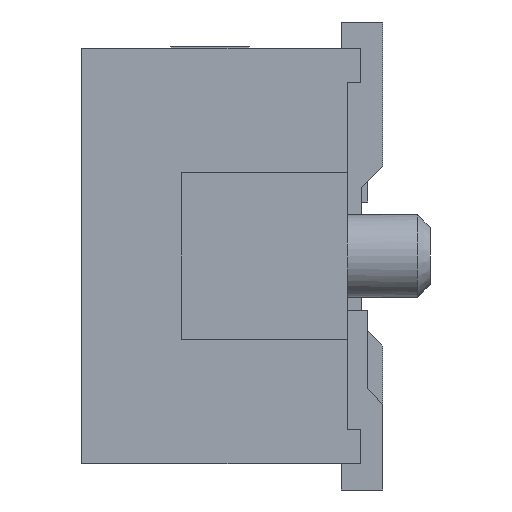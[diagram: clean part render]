
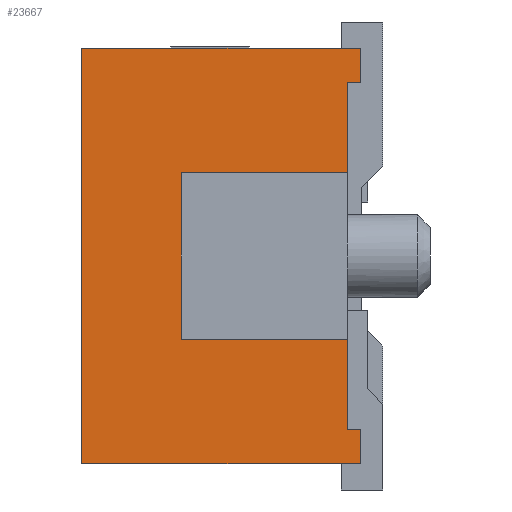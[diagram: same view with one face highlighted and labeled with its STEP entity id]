
A CAD part, left-side view. The second image highlights one B-rep face of the part: STEP entity #23667.
In plain terms, the highlighted planar face has unit normal (-1, 0, 0).
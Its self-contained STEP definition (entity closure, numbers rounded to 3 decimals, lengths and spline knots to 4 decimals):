
#631=DIRECTION('',(0.,0.,1.));
#632=VECTOR('',#631,1.385);
#633=CARTESIAN_POINT('',(-9.775,0.,-2.655));
#634=LINE('',#633,#632);
#635=DIRECTION('',(0.,1.,0.));
#636=VECTOR('',#635,0.2);
#637=CARTESIAN_POINT('',(-9.775,-0.2,-2.655));
#638=LINE('',#637,#636);
#639=DIRECTION('',(0.,0.,1.));
#640=VECTOR('',#639,0.52);
#641=CARTESIAN_POINT('',(-9.775,-0.2,-3.175));
#642=LINE('',#641,#640);
#643=DIRECTION('',(0.,-1.,0.));
#644=VECTOR('',#643,4.26);
#645=CARTESIAN_POINT('',(-9.775,4.06,-3.175));
#646=LINE('',#645,#644);
#647=DIRECTION('',(0.,0.,-1.));
#648=VECTOR('',#647,6.35);
#649=CARTESIAN_POINT('',(-9.775,4.06,3.175));
#650=LINE('',#649,#648);
#651=DIRECTION('',(0.,1.,0.));
#652=VECTOR('',#651,4.26);
#653=CARTESIAN_POINT('',(-9.775,-0.2,3.175));
#654=LINE('',#653,#652);
#655=DIRECTION('',(0.,0.,1.));
#656=VECTOR('',#655,0.52);
#657=CARTESIAN_POINT('',(-9.775,-0.2,2.655));
#658=LINE('',#657,#656);
#659=DIRECTION('',(0.,-1.,0.));
#660=VECTOR('',#659,0.2);
#661=CARTESIAN_POINT('',(-9.775,0.,2.655));
#662=LINE('',#661,#660);
#663=DIRECTION('',(0.,0.,1.));
#664=VECTOR('',#663,1.385);
#665=CARTESIAN_POINT('',(-9.775,0.,1.27));
#666=LINE('',#665,#664);
#16548=DIRECTION('',(0.,1.,0.));
#16549=VECTOR('',#16548,2.54);
#16550=CARTESIAN_POINT('',(-9.775,0.,1.27));
#16551=LINE('',#16550,#16549);
#16635=DIRECTION('',(0.,-1.,0.));
#16636=VECTOR('',#16635,2.54);
#16637=CARTESIAN_POINT('',(-9.775,2.54,-1.27));
#16638=LINE('',#16637,#16636);
#16647=DIRECTION('',(0.,0.,1.));
#16648=VECTOR('',#16647,2.54);
#16649=CARTESIAN_POINT('',(-9.775,2.54,-1.27));
#16650=LINE('',#16649,#16648);
#16671=CARTESIAN_POINT('',(-9.775,0.,2.655));
#16672=VERTEX_POINT('',#16671);
#16673=CARTESIAN_POINT('',(-9.775,0.,1.27));
#16674=VERTEX_POINT('',#16673);
#16687=CARTESIAN_POINT('',(-9.775,0.,-1.27));
#16688=VERTEX_POINT('',#16687);
#16689=CARTESIAN_POINT('',(-9.775,0.,-2.655));
#16690=VERTEX_POINT('',#16689);
#17923=CARTESIAN_POINT('',(-9.775,4.06,-3.175));
#17925=VERTEX_POINT('',#17923);
#17929=CARTESIAN_POINT('',(-9.775,4.06,3.175));
#17930=VERTEX_POINT('',#17929);
#18761=CARTESIAN_POINT('',(-9.775,-0.2,-3.175));
#18762=VERTEX_POINT('',#18761);
#18869=CARTESIAN_POINT('',(-9.775,-0.2,3.175));
#18870=VERTEX_POINT('',#18869);
#19701=CARTESIAN_POINT('',(-9.775,-0.2,2.655));
#19702=VERTEX_POINT('',#19701);
#20051=CARTESIAN_POINT('',(-9.775,-0.2,-2.655));
#20052=VERTEX_POINT('',#20051);
#21769=CARTESIAN_POINT('',(-9.775,2.54,1.27));
#21770=VERTEX_POINT('',#21769);
#21771=CARTESIAN_POINT('',(-9.775,2.54,-1.27));
#21772=VERTEX_POINT('',#21771);
#23641=CARTESIAN_POINT('',(-9.775,1.93,0.));
#23642=DIRECTION('',(1.,0.,0.));
#23643=DIRECTION('',(0.,0.,1.));
#23644=AXIS2_PLACEMENT_3D('',#23641,#23642,#23643);
#23645=PLANE('',#23644);
#23646=ORIENTED_EDGE('',*,*,#23107,.F.);
#23648=ORIENTED_EDGE('',*,*,#23647,.F.);
#23650=ORIENTED_EDGE('',*,*,#23649,.F.);
#23651=ORIENTED_EDGE('',*,*,#23032,.F.);
#23652=ORIENTED_EDGE('',*,*,#22066,.F.);
#23654=ORIENTED_EDGE('',*,*,#23653,.F.);
#23656=ORIENTED_EDGE('',*,*,#23655,.F.);
#23657=ORIENTED_EDGE('',*,*,#23632,.F.);
#23658=ORIENTED_EDGE('',*,*,#23123,.F.);
#23660=ORIENTED_EDGE('',*,*,#23659,.T.);
#23662=ORIENTED_EDGE('',*,*,#23661,.F.);
#23664=ORIENTED_EDGE('',*,*,#23663,.T.);
#23665=EDGE_LOOP('',(#23646,#23648,#23650,#23651,#23652,#23654,#23656,#23657,
#23658,#23660,#23662,#23664));
#23666=FACE_OUTER_BOUND('',#23665,.F.);
#23667=ADVANCED_FACE('',(#23666),#23645,.F.);
#22066=EDGE_CURVE('',#17930,#17925,#650,.T.);
#23032=EDGE_CURVE('',#17925,#18762,#646,.T.);
#23107=EDGE_CURVE('',#16690,#16688,#634,.T.);
#23123=EDGE_CURVE('',#16674,#16672,#666,.T.);
#23632=EDGE_CURVE('',#16672,#19702,#662,.T.);
#23647=EDGE_CURVE('',#20052,#16690,#638,.T.);
#23649=EDGE_CURVE('',#18762,#20052,#642,.T.);
#23653=EDGE_CURVE('',#18870,#17930,#654,.T.);
#23655=EDGE_CURVE('',#19702,#18870,#658,.T.);
#23659=EDGE_CURVE('',#16674,#21770,#16551,.T.);
#23661=EDGE_CURVE('',#21772,#21770,#16650,.T.);
#23663=EDGE_CURVE('',#21772,#16688,#16638,.T.);
